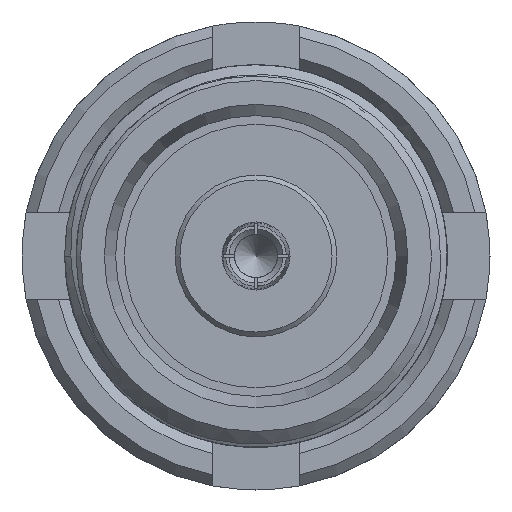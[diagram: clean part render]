
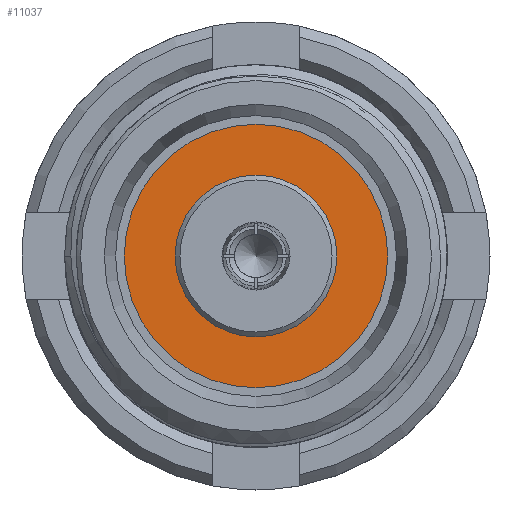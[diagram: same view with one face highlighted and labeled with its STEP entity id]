
A CAD part, left-side view. The second image highlights one B-rep face of the part: STEP entity #11037.
In plain terms, the highlighted planar face has unit normal (-1, 0, 0).
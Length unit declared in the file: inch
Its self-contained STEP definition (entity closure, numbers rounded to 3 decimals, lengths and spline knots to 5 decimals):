
#259 = CARTESIAN_POINT ( 'NONE',  ( 0.26378, 0.0748, 0. ) ) ;
#929 = DIRECTION ( 'NONE',  ( 0., 1., 0. ) ) ;
#1046 = AXIS2_PLACEMENT_3D ( 'NONE', #3317, #2334, #7421 ) ;
#2334 = DIRECTION ( 'NONE',  ( 1., 0., 0. ) ) ;
#2402 = ORIENTED_EDGE ( 'NONE', *, *, #10134, .F. ) ;
#2505 = CIRCLE ( 'NONE', #1046, 0.0748 ) ;
#2917 = CARTESIAN_POINT ( 'NONE',  ( 0.26378, 0., 0. ) ) ;
#3317 = CARTESIAN_POINT ( 'NONE',  ( 0.26378, 0., 0. ) ) ;
#3868 = FACE_OUTER_BOUND ( 'NONE', #8806, .T. ) ;
#5881 = CARTESIAN_POINT ( 'NONE',  ( 0.26378, 0.0748, 0. ) ) ;
#6242 = CIRCLE ( 'NONE', #10621, 0.12192 ) ;
#6925 = PLANE ( 'NONE',  #9600 ) ;
#6953 = DIRECTION ( 'NONE',  ( 1., 0., 0. ) ) ;
#7421 = DIRECTION ( 'NONE',  ( 0., 1., 0. ) ) ;
#7839 = FACE_BOUND ( 'NONE', #8636, .T. ) ;
#7874 = ORIENTED_EDGE ( 'NONE', *, *, #9752, .T. ) ;
#8023 = DIRECTION ( 'NONE',  ( -1., 0., 0. ) ) ;
#8139 = CARTESIAN_POINT ( 'NONE',  ( 0.26378, 0.12192, 0. ) ) ;
#8636 = EDGE_LOOP ( 'NONE', ( #7874 ) ) ;
#8806 = EDGE_LOOP ( 'NONE', ( #2402 ) ) ;
#9600 = AXIS2_PLACEMENT_3D ( 'NONE', #5881, #8023, #929 ) ;
#9752 = EDGE_CURVE ( 'NONE', #12103, #12103, #2505, .T. ) ;
#10134 = EDGE_CURVE ( 'NONE', #10158, #10158, #6242, .T. ) ;
#10158 = VERTEX_POINT ( 'NONE', #8139 ) ;
#10621 = AXIS2_PLACEMENT_3D ( 'NONE', #2917, #6953, #11040 ) ;
#11037 = ADVANCED_FACE ( 'NONE', ( #7839, #3868 ), #6925, .T. ) ;
#11040 = DIRECTION ( 'NONE',  ( 0., 1., 0. ) ) ;
#12103 = VERTEX_POINT ( 'NONE', #259 ) ;
